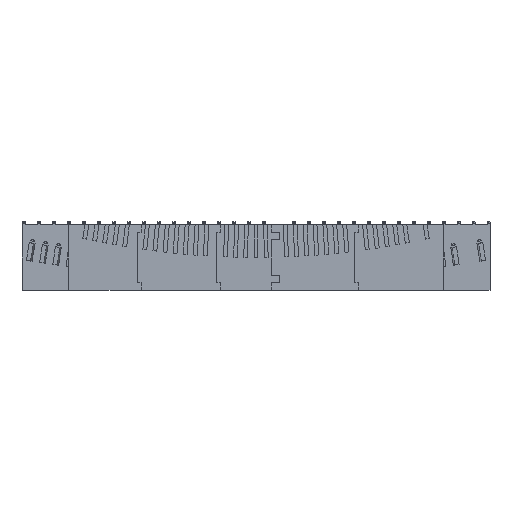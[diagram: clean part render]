
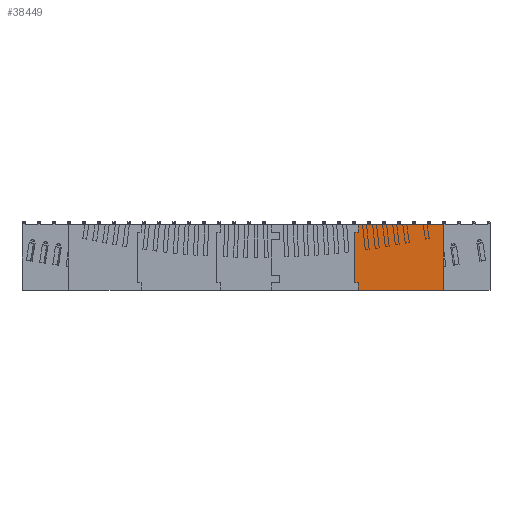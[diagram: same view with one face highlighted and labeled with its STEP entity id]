
A CAD part, front view. The second image highlights one B-rep face of the part: STEP entity #38449.
In plain terms, the highlighted planar face has unit normal (0, -1, 0).
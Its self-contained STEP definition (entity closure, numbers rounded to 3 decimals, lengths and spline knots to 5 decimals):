
#812=LINE('',#55393,#5586);
#845=LINE('',#55467,#5619);
#913=LINE('',#55597,#5687);
#914=LINE('',#55600,#5688);
#915=LINE('',#55601,#5689);
#916=LINE('',#55602,#5690);
#917=LINE('',#55604,#5691);
#918=LINE('',#55606,#5692);
#5586=VECTOR('',#44690,1.);
#5619=VECTOR('',#44735,1.);
#5687=VECTOR('',#44805,1.);
#5688=VECTOR('',#44806,1.);
#5689=VECTOR('',#44807,1.);
#5690=VECTOR('',#44808,1.);
#5691=VECTOR('',#44809,1.);
#5692=VECTOR('',#44810,1.);
#11679=ORIENTED_EDGE('',*,*,#22141,.T.);
#11680=ORIENTED_EDGE('',*,*,#22142,.T.);
#11681=ORIENTED_EDGE('',*,*,#22036,.T.);
#11682=ORIENTED_EDGE('',*,*,#22143,.F.);
#11683=ORIENTED_EDGE('',*,*,#22073,.F.);
#11684=ORIENTED_EDGE('',*,*,#22144,.T.);
#11685=ORIENTED_EDGE('',*,*,#22145,.T.);
#11686=ORIENTED_EDGE('',*,*,#22146,.T.);
#22036=EDGE_CURVE('',#27397,#27399,#812,.T.);
#22073=EDGE_CURVE('',#27434,#27435,#845,.T.);
#22141=EDGE_CURVE('',#27496,#27497,#913,.T.);
#22142=EDGE_CURVE('',#27497,#27397,#914,.T.);
#22143=EDGE_CURVE('',#27435,#27399,#915,.T.);
#22144=EDGE_CURVE('',#27434,#27498,#916,.T.);
#22145=EDGE_CURVE('',#27498,#27499,#917,.T.);
#22146=EDGE_CURVE('',#27499,#27496,#918,.T.);
#27397=VERTEX_POINT('',#55388);
#27399=VERTEX_POINT('',#55392);
#27434=VERTEX_POINT('',#55466);
#27435=VERTEX_POINT('',#55468);
#27496=VERTEX_POINT('',#55598);
#27497=VERTEX_POINT('',#55599);
#27498=VERTEX_POINT('',#55603);
#27499=VERTEX_POINT('',#55605);
#31692=EDGE_LOOP('',(#11679,#11680,#11681,#11682,#11683,#11684,#11685,#11686));
#34252=FACE_BOUND('',#31692,.T.);
#36695=PLANE('',#40818);
#38449=ADVANCED_FACE('',(#34252),#36695,.F.);
#40818=AXIS2_PLACEMENT_3D('',#55596,#44803,#44804);
#44690=DIRECTION('',(1.,0.,0.));
#44735=DIRECTION('',(1.,0.,0.));
#44803=DIRECTION('',(0.,1.,0.));
#44804=DIRECTION('',(0.,0.,1.));
#44805=DIRECTION('',(1.,0.,0.));
#44806=DIRECTION('',(0.,0.,-1.));
#44807=DIRECTION('',(0.,0.,-1.));
#44808=DIRECTION('',(0.,0.,-1.));
#44809=DIRECTION('',(-1.,0.,0.));
#44810=DIRECTION('',(0.,0.,-1.));
#55388=CARTESIAN_POINT('',(0.27335,-0.002,0.));
#55392=CARTESIAN_POINT('',(0.5,-0.002,0.));
#55393=CARTESIAN_POINT('',(0.,-0.002,0.));
#55466=CARTESIAN_POINT('',(0.27335,-0.002,0.175));
#55467=CARTESIAN_POINT('',(0.,-0.002,0.175));
#55468=CARTESIAN_POINT('',(0.5,-0.002,0.175));
#55596=CARTESIAN_POINT('',(0.,-0.002,0.175));
#55597=CARTESIAN_POINT('',(0.,-0.002,0.02005));
#55598=CARTESIAN_POINT('',(0.26335,-0.002,0.02005));
#55599=CARTESIAN_POINT('',(0.27335,-0.002,0.02005));
#55600=CARTESIAN_POINT('',(0.27335,-0.002,0.175));
#55601=CARTESIAN_POINT('',(0.5,-0.002,0.175));
#55602=CARTESIAN_POINT('',(0.27335,-0.002,0.175));
#55603=CARTESIAN_POINT('',(0.27335,-0.002,0.15495));
#55604=CARTESIAN_POINT('',(0.,-0.002,0.15495));
#55605=CARTESIAN_POINT('',(0.26335,-0.002,0.15495));
#55606=CARTESIAN_POINT('',(0.26335,-0.002,0.175));
